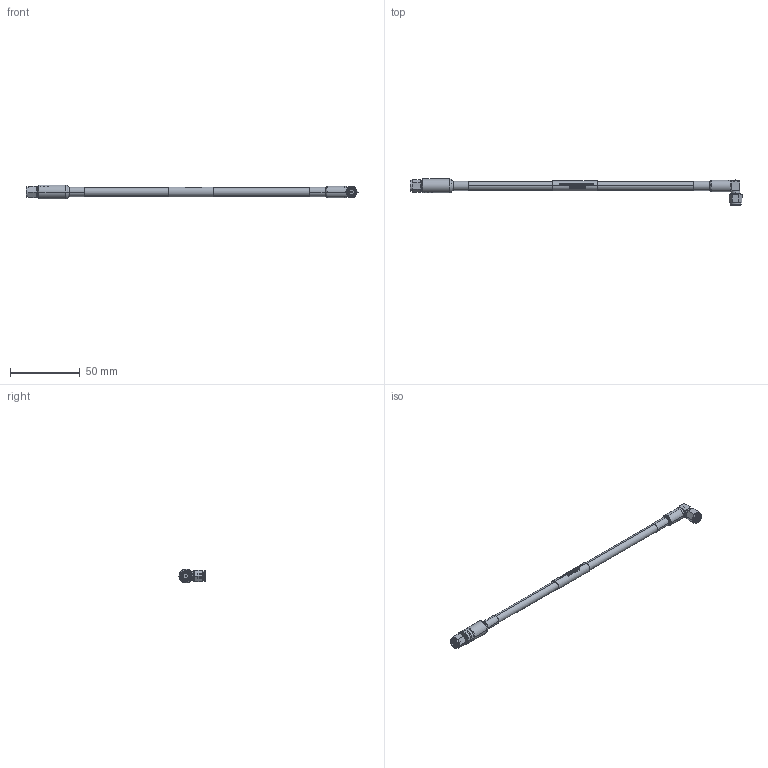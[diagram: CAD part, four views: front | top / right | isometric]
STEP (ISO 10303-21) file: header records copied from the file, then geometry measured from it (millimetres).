
FILE_DESCRIPTION (( 'STEP AP214' ), '1' );
FILE_NAME ('FMCA100152_3D.step', '2024-08-20T16:56:31', ( '' ), ( '' ), 'SwSTEP 2.0', 'SolidWorks 2022', '' );
FILE_SCHEMA (( 'AUTOMOTIVE_DESIGN' ));
Length unit declared in the file: inch
Products named in the file (11): Copy of TC-240-SM-SS-X_c-contact^TC-240-SM-SS-X_FMCA100152; TCOM-195-240-400-600 for cable assy^FMCA100152_TCOM-240; Copy of TC-240-SM-SS-X_body^TC-240-SM-SS-X_FMCA100152; Copy of TC-240-SM-RA-X_body^TC-240-SM-RA-SS-D-LC_FMCA100152; Copy of TC-240-SM-RA-X_cap^TC-240-SM-RA-SS-D-LC_FMCA100152; Copy of TC-240-SM-SS-X_ferrule^TC-240-SM-SS-X_FMCA100152; Copy of TC-240-SM-RA-X_ferrule^TC-240-SM-RA-SS-D-LC_FMCA100152; TC-240-SM-RA-SS-D-LC^FMCA100152; TC-240-SM-SS-X^FMCA100152; FMCA100152_3D; FM Cable Assy Label^FMCA100152_D_240
Assembly tree (10 placements, depth 3):
  FMCA100152_3D
    TCOM-195-240-400-600 for cable assy^FMCA100152_TCOM-240
    FM Cable Assy Label^FMCA100152_D_240
    TC-240-SM-SS-X^FMCA100152
      Copy of TC-240-SM-SS-X_body^TC-240-SM-SS-X_FMCA100152
      Copy of TC-240-SM-SS-X_c-contact^TC-240-SM-SS-X_FMCA100152
      Copy of TC-240-SM-SS-X_ferrule^TC-240-SM-SS-X_FMCA100152
    TC-240-SM-RA-SS-D-LC^FMCA100152
      Copy of TC-240-SM-RA-X_body^TC-240-SM-RA-SS-D-LC_FMCA100152
      Copy of TC-240-SM-RA-X_cap^TC-240-SM-RA-SS-D-LC_FMCA100152
      Copy of TC-240-SM-RA-X_ferrule^TC-240-SM-RA-SS-D-LC_FMCA100152
Bounding box: 238.71 x 18.7 x 9.97 mm (x, y, z)
Volume: 8649.6 mm3; surface area: 12398 mm2
Topology: 9 solids, 11 shells, 1234 faces, 3164 edges, 2063 vertices
Faces by surface type: plane 790, bspline 164, cylinder 142, cone 104, torus 28, sphere 6
Entity records: 43957 total; most frequent: CARTESIAN_POINT 15702, ORIENTED_EDGE 6328, DIRECTION 4970, EDGE_CURVE 3164, VERTEX_POINT 2063, VECTOR 1808, LINE 1808, AXIS2_PLACEMENT_3D 1581
